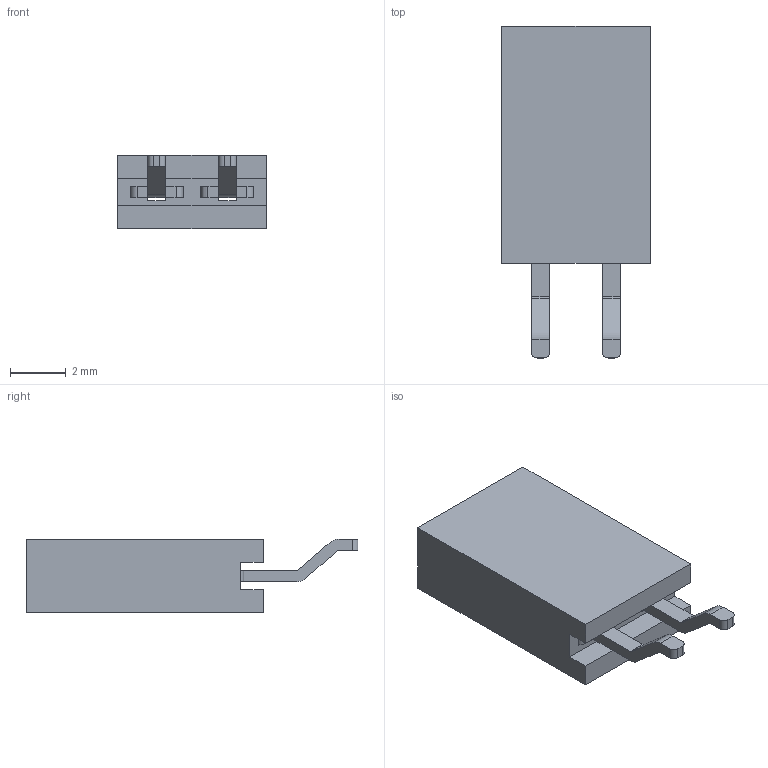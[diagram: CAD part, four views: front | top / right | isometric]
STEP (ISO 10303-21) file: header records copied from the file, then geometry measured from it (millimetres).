
FILE_DESCRIPTION (( 'STEP AP214' ), '1' );
FILE_NAME ('M20-7910242R.STEP', '2020-04-06T18:52:56', ( '' ), ( '' ), 'SwSTEP 2.0', 'SolidWorks 2018', '' );
FILE_SCHEMA (( 'AUTOMOTIVE_DESIGN' ));
Length unit declared in the file: millimetre
Products named in the file (1): M20-7910242R
Bounding box: 5.33 x 11.9 x 2.65 mm (x, y, z)
Volume: 110.8 mm3; surface area: 315.2 mm2
Topology: 3 solids, 3 shells, 102 faces, 280 edges, 184 vertices
Faces by surface type: plane 76, cylinder 26
Entity records: 3602 total; most frequent: CARTESIAN_POINT 567, ORIENTED_EDGE 560, DIRECTION 538, EDGE_CURVE 280, LINE 228, VECTOR 228, VERTEX_POINT 184, AXIS2_PLACEMENT_3D 155
